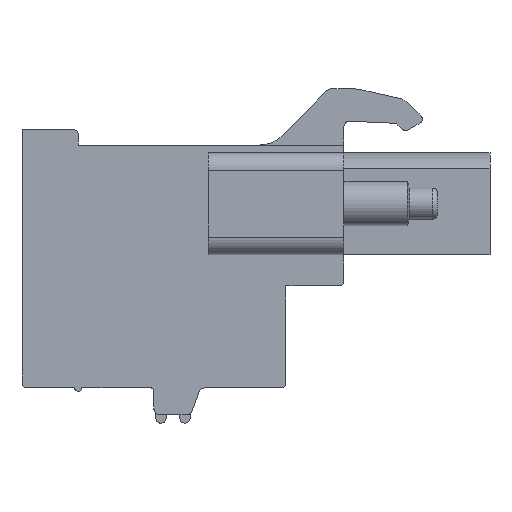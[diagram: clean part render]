
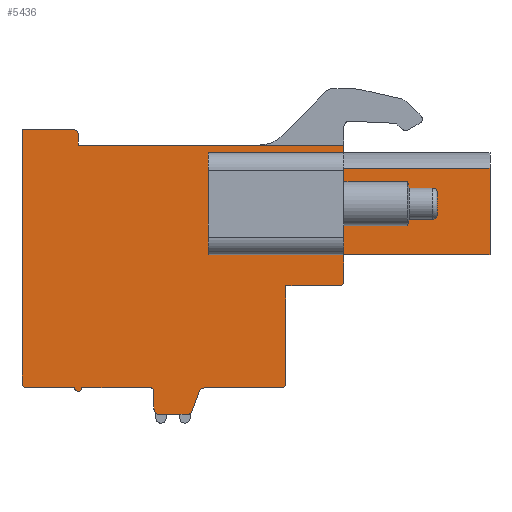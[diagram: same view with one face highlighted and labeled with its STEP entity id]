
A CAD part, left-side view. The second image highlights one B-rep face of the part: STEP entity #5436.
In plain terms, the highlighted planar face has unit normal (-1, 0, 0).
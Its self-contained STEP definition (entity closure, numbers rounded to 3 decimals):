
#1=DIRECTION('',(0.,-1.,0.));
#2=VECTOR('',#1,6.1);
#3=CARTESIAN_POINT('',(0.,2.04,0.73));
#4=LINE('',#3,#2);
#5=DIRECTION('',(0.,0.,1.));
#6=VECTOR('',#5,5.8);
#7=CARTESIAN_POINT('',(0.,-4.06,0.73));
#8=LINE('',#7,#6);
#9=DIRECTION('',(0.,1.,0.));
#10=VECTOR('',#9,6.1);
#11=CARTESIAN_POINT('',(0.,-4.06,6.53));
#12=LINE('',#11,#10);
#13=CARTESIAN_POINT('',(0.,-2.06,-6.54));
#14=DIRECTION('',(1.,0.,0.));
#15=DIRECTION('',(0.,-1.,0.));
#16=AXIS2_PLACEMENT_3D('',#13,#14,#15);
#18=DIRECTION('',(0.,1.,0.));
#19=VECTOR('',#18,4.34);
#20=CARTESIAN_POINT('',(0.,-2.06,-6.84));
#21=LINE('',#20,#19);
#22=CARTESIAN_POINT('',(0.,2.28,-7.14));
#23=DIRECTION('',(-1.,0.,0.));
#24=DIRECTION('',(0.,0.,1.));
#25=AXIS2_PLACEMENT_3D('',#22,#23,#24);
#27=DIRECTION('',(0.,0.345,-0.939));
#28=VECTOR('',#27,1.179);
#29=CARTESIAN_POINT('',(0.,2.562,-7.037));
#30=LINE('',#29,#28);
#31=CARTESIAN_POINT('',(0.,3.25,-8.04));
#32=DIRECTION('',(1.,0.,0.));
#33=DIRECTION('',(0.,-0.939,-0.345));
#34=AXIS2_PLACEMENT_3D('',#31,#32,#33);
#36=DIRECTION('',(0.,1.,0.));
#37=VECTOR('',#36,1.59);
#38=CARTESIAN_POINT('',(0.,3.25,-8.34));
#39=LINE('',#38,#37);
#40=CARTESIAN_POINT('',(0.,4.84,-8.04));
#41=DIRECTION('',(1.,0.,0.));
#42=DIRECTION('',(0.,0.,-1.));
#43=AXIS2_PLACEMENT_3D('',#40,#41,#42);
#45=DIRECTION('',(0.,0.,1.));
#46=VECTOR('',#45,1.);
#47=CARTESIAN_POINT('',(0.,5.14,-8.04));
#48=LINE('',#47,#46);
#49=CARTESIAN_POINT('',(0.,5.34,-7.04));
#50=DIRECTION('',(-1.,0.,0.));
#51=DIRECTION('',(0.,-1.,0.));
#52=AXIS2_PLACEMENT_3D('',#49,#50,#51);
#54=DIRECTION('',(0.,1.,0.));
#55=VECTOR('',#54,3.9);
#56=CARTESIAN_POINT('',(0.,5.34,-6.84));
#57=LINE('',#56,#55);
#58=CARTESIAN_POINT('',(0.,9.44,-6.84));
#59=DIRECTION('',(1.,0.,0.));
#60=DIRECTION('',(0.,-1.,0.));
#61=AXIS2_PLACEMENT_3D('',#58,#59,#60);
#63=DIRECTION('',(0.,1.,0.));
#64=VECTOR('',#63,2.7);
#65=CARTESIAN_POINT('',(0.,9.64,-6.84));
#66=LINE('',#65,#64);
#67=CARTESIAN_POINT('',(0.,12.34,-6.54));
#68=DIRECTION('',(1.,0.,0.));
#69=DIRECTION('',(0.,0.,-1.));
#70=AXIS2_PLACEMENT_3D('',#67,#68,#69);
#72=DIRECTION('',(0.,0.,1.));
#73=VECTOR('',#72,0.5);
#74=CARTESIAN_POINT('',(0.,12.64,-6.54));
#75=LINE('',#74,#73);
#76=DIRECTION('',(0.,0.,1.));
#77=VECTOR('',#76,13.9);
#78=CARTESIAN_POINT('',(0.,12.64,-6.04));
#79=LINE('',#78,#77);
#80=DIRECTION('',(0.,-1.,0.));
#81=VECTOR('',#80,2.9);
#82=CARTESIAN_POINT('',(0.,12.64,7.86));
#83=LINE('',#82,#81);
#84=CARTESIAN_POINT('',(0.,9.74,7.56));
#85=DIRECTION('',(1.,0.,0.));
#86=DIRECTION('',(0.,0.,1.));
#87=AXIS2_PLACEMENT_3D('',#84,#85,#86);
#89=DIRECTION('',(0.,0.,-1.));
#90=VECTOR('',#89,0.6);
#91=CARTESIAN_POINT('',(0.,9.44,7.56));
#92=LINE('',#91,#90);
#93=DIRECTION('',(0.,-1.,0.));
#94=VECTOR('',#93,15.1);
#95=CARTESIAN_POINT('',(0.,9.44,6.96));
#96=LINE('',#95,#94);
#97=DIRECTION('',(0.,0.,-1.));
#98=VECTOR('',#97,1.325);
#99=CARTESIAN_POINT('',(0.,-5.66,6.96));
#100=LINE('',#99,#98);
#101=DIRECTION('',(0.,1.,0.));
#102=VECTOR('',#101,8.3);
#103=CARTESIAN_POINT('',(0.,-13.96,5.635));
#104=LINE('',#103,#102);
#105=DIRECTION('',(0.,1.,0.));
#106=VECTOR('',#105,8.3);
#107=CARTESIAN_POINT('',(0.,-13.96,0.73));
#108=LINE('',#107,#106);
#109=DIRECTION('',(0.,0.,-1.));
#110=VECTOR('',#109,1.47);
#111=CARTESIAN_POINT('',(0.,-5.66,0.73));
#112=LINE('',#111,#110);
#113=CARTESIAN_POINT('',(0.,-5.36,-0.74));
#114=DIRECTION('',(-1.,0.,0.));
#115=DIRECTION('',(0.,0.,-1.));
#116=AXIS2_PLACEMENT_3D('',#113,#114,#115);
#285=DIRECTION('',(0.,0.,1.));
#286=VECTOR('',#285,5.8);
#287=CARTESIAN_POINT('',(0.,2.04,0.73));
#288=LINE('',#287,#286);
#622=DIRECTION('',(0.,-1.,0.));
#623=VECTOR('',#622,3.);
#624=CARTESIAN_POINT('',(0.,-2.36,-1.04));
#625=LINE('',#624,#623);
#954=DIRECTION('',(0.,0.,1.));
#955=VECTOR('',#954,4.905);
#956=CARTESIAN_POINT('',(0.,-13.96,0.73));
#957=LINE('',#956,#955);
#1459=DIRECTION('',(0.,0.,1.));
#1460=VECTOR('',#1459,5.5);
#1461=CARTESIAN_POINT('',(0.,-2.36,-6.54));
#1462=LINE('',#1461,#1460);
#4097=CARTESIAN_POINT('',(0.,12.34,-6.84));
#4098=CARTESIAN_POINT('',(0.,12.64,-6.54));
#4099=VERTEX_POINT('',#4097);
#4100=VERTEX_POINT('',#4098);
#4101=CARTESIAN_POINT('',(0.,12.64,-6.04));
#4102=VERTEX_POINT('',#4101);
#4103=CARTESIAN_POINT('',(0.,12.64,7.86));
#4104=VERTEX_POINT('',#4103);
#4105=CARTESIAN_POINT('',(0.,9.74,7.86));
#4106=VERTEX_POINT('',#4105);
#4107=CARTESIAN_POINT('',(0.,9.44,7.56));
#4108=VERTEX_POINT('',#4107);
#4109=CARTESIAN_POINT('',(0.,9.44,6.96));
#4110=VERTEX_POINT('',#4109);
#4111=CARTESIAN_POINT('',(0.,-5.66,6.96));
#4112=VERTEX_POINT('',#4111);
#4113=CARTESIAN_POINT('',(0.,-2.36,-6.54));
#4114=CARTESIAN_POINT('',(0.,-2.06,-6.84));
#4115=VERTEX_POINT('',#4113);
#4116=VERTEX_POINT('',#4114);
#4117=CARTESIAN_POINT('',(0.,2.28,-6.84));
#4118=VERTEX_POINT('',#4117);
#4119=CARTESIAN_POINT('',(0.,2.562,-7.037));
#4120=VERTEX_POINT('',#4119);
#4121=CARTESIAN_POINT('',(0.,2.968,-8.143));
#4122=VERTEX_POINT('',#4121);
#4123=CARTESIAN_POINT('',(0.,3.25,-8.34));
#4124=VERTEX_POINT('',#4123);
#4125=CARTESIAN_POINT('',(0.,4.84,-8.34));
#4126=VERTEX_POINT('',#4125);
#4127=CARTESIAN_POINT('',(0.,5.14,-8.04));
#4128=VERTEX_POINT('',#4127);
#4129=CARTESIAN_POINT('',(0.,5.14,-7.04));
#4130=VERTEX_POINT('',#4129);
#4131=CARTESIAN_POINT('',(0.,5.34,-6.84));
#4132=VERTEX_POINT('',#4131);
#4133=CARTESIAN_POINT('',(0.,9.24,-6.84));
#4134=VERTEX_POINT('',#4133);
#4135=CARTESIAN_POINT('',(0.,9.64,-6.84));
#4136=VERTEX_POINT('',#4135);
#4201=CARTESIAN_POINT('',(0.,-13.96,0.73));
#4202=VERTEX_POINT('',#4201);
#4203=CARTESIAN_POINT('',(0.,-5.66,0.73));
#4204=VERTEX_POINT('',#4203);
#4337=CARTESIAN_POINT('',(0.,-13.96,5.635));
#4339=VERTEX_POINT('',#4337);
#5053=CARTESIAN_POINT('',(0.,2.04,0.73));
#5054=CARTESIAN_POINT('',(0.,2.04,6.53));
#5055=VERTEX_POINT('',#5053);
#5056=VERTEX_POINT('',#5054);
#5061=CARTESIAN_POINT('',(0.,-4.06,0.73));
#5063=VERTEX_POINT('',#5061);
#5065=CARTESIAN_POINT('',(0.,-4.06,6.53));
#5067=VERTEX_POINT('',#5065);
#5069=CARTESIAN_POINT('',(0.,-5.66,5.635));
#5070=VERTEX_POINT('',#5069);
#5217=CARTESIAN_POINT('',(0.,-5.36,-1.04));
#5218=CARTESIAN_POINT('',(0.,-5.66,-0.74));
#5219=VERTEX_POINT('',#5217);
#5220=VERTEX_POINT('',#5218);
#5221=CARTESIAN_POINT('',(0.,-2.36,-1.04));
#5222=VERTEX_POINT('',#5221);
#5365=CARTESIAN_POINT('',(0.,0.,0.));
#5366=DIRECTION('',(1.,0.,0.));
#5367=DIRECTION('',(0.,-1.,0.));
#5368=AXIS2_PLACEMENT_3D('',#5365,#5366,#5367);
#5369=PLANE('',#5368);
#5371=ORIENTED_EDGE('',*,*,#5370,.F.);
#5373=ORIENTED_EDGE('',*,*,#5372,.F.);
#5375=ORIENTED_EDGE('',*,*,#5374,.T.);
#5377=ORIENTED_EDGE('',*,*,#5376,.T.);
#5379=ORIENTED_EDGE('',*,*,#5378,.T.);
#5381=ORIENTED_EDGE('',*,*,#5380,.T.);
#5383=ORIENTED_EDGE('',*,*,#5382,.T.);
#5385=ORIENTED_EDGE('',*,*,#5384,.T.);
#5387=ORIENTED_EDGE('',*,*,#5386,.T.);
#5389=ORIENTED_EDGE('',*,*,#5388,.T.);
#5391=ORIENTED_EDGE('',*,*,#5390,.T.);
#5393=ORIENTED_EDGE('',*,*,#5392,.T.);
#5395=ORIENTED_EDGE('',*,*,#5394,.T.);
#5397=ORIENTED_EDGE('',*,*,#5396,.T.);
#5399=ORIENTED_EDGE('',*,*,#5398,.T.);
#5401=ORIENTED_EDGE('',*,*,#5400,.T.);
#5403=ORIENTED_EDGE('',*,*,#5402,.T.);
#5405=ORIENTED_EDGE('',*,*,#5404,.T.);
#5407=ORIENTED_EDGE('',*,*,#5406,.T.);
#5409=ORIENTED_EDGE('',*,*,#5408,.T.);
#5411=ORIENTED_EDGE('',*,*,#5410,.T.);
#5413=ORIENTED_EDGE('',*,*,#5412,.T.);
#5415=ORIENTED_EDGE('',*,*,#5414,.F.);
#5417=ORIENTED_EDGE('',*,*,#5416,.F.);
#5419=ORIENTED_EDGE('',*,*,#5418,.T.);
#5421=ORIENTED_EDGE('',*,*,#5420,.T.);
#5423=ORIENTED_EDGE('',*,*,#5422,.F.);
#5424=EDGE_LOOP('',(#5371,#5373,#5375,#5377,#5379,#5381,#5383,#5385,#5387,#5389,
#5391,#5393,#5395,#5397,#5399,#5401,#5403,#5405,#5407,#5409,#5411,#5413,#5415,
#5417,#5419,#5421,#5423));
#5425=FACE_OUTER_BOUND('',#5424,.F.);
#5427=ORIENTED_EDGE('',*,*,#5426,.T.);
#5429=ORIENTED_EDGE('',*,*,#5428,.T.);
#5431=ORIENTED_EDGE('',*,*,#5430,.T.);
#5433=ORIENTED_EDGE('',*,*,#5432,.F.);
#5434=EDGE_LOOP('',(#5427,#5429,#5431,#5433));
#5435=FACE_BOUND('',#5434,.F.);
#5436=ADVANCED_FACE('',(#5425,#5435),#5369,.F.);
#17=CIRCLE('',#16,0.3);
#26=CIRCLE('',#25,0.3);
#35=CIRCLE('',#34,0.3);
#44=CIRCLE('',#43,0.3);
#53=CIRCLE('',#52,0.2);
#62=CIRCLE('',#61,0.2);
#71=CIRCLE('',#70,0.3);
#88=CIRCLE('',#87,0.3);
#117=CIRCLE('',#116,0.3);
#5370=EDGE_CURVE('',#5222,#5219,#625,.T.);
#5372=EDGE_CURVE('',#4115,#5222,#1462,.T.);
#5374=EDGE_CURVE('',#4115,#4116,#17,.T.);
#5376=EDGE_CURVE('',#4116,#4118,#21,.T.);
#5378=EDGE_CURVE('',#4118,#4120,#26,.T.);
#5380=EDGE_CURVE('',#4120,#4122,#30,.T.);
#5382=EDGE_CURVE('',#4122,#4124,#35,.T.);
#5384=EDGE_CURVE('',#4124,#4126,#39,.T.);
#5386=EDGE_CURVE('',#4126,#4128,#44,.T.);
#5388=EDGE_CURVE('',#4128,#4130,#48,.T.);
#5390=EDGE_CURVE('',#4130,#4132,#53,.T.);
#5392=EDGE_CURVE('',#4132,#4134,#57,.T.);
#5394=EDGE_CURVE('',#4134,#4136,#62,.T.);
#5396=EDGE_CURVE('',#4136,#4099,#66,.T.);
#5398=EDGE_CURVE('',#4099,#4100,#71,.T.);
#5400=EDGE_CURVE('',#4100,#4102,#75,.T.);
#5402=EDGE_CURVE('',#4102,#4104,#79,.T.);
#5404=EDGE_CURVE('',#4104,#4106,#83,.T.);
#5406=EDGE_CURVE('',#4106,#4108,#88,.T.);
#5408=EDGE_CURVE('',#4108,#4110,#92,.T.);
#5410=EDGE_CURVE('',#4110,#4112,#96,.T.);
#5412=EDGE_CURVE('',#4112,#5070,#100,.T.);
#5414=EDGE_CURVE('',#4339,#5070,#104,.T.);
#5416=EDGE_CURVE('',#4202,#4339,#957,.T.);
#5418=EDGE_CURVE('',#4202,#4204,#108,.T.);
#5420=EDGE_CURVE('',#4204,#5220,#112,.T.);
#5422=EDGE_CURVE('',#5219,#5220,#117,.T.);
#5426=EDGE_CURVE('',#5055,#5063,#4,.T.);
#5428=EDGE_CURVE('',#5063,#5067,#8,.T.);
#5430=EDGE_CURVE('',#5067,#5056,#12,.T.);
#5432=EDGE_CURVE('',#5055,#5056,#288,.T.);
